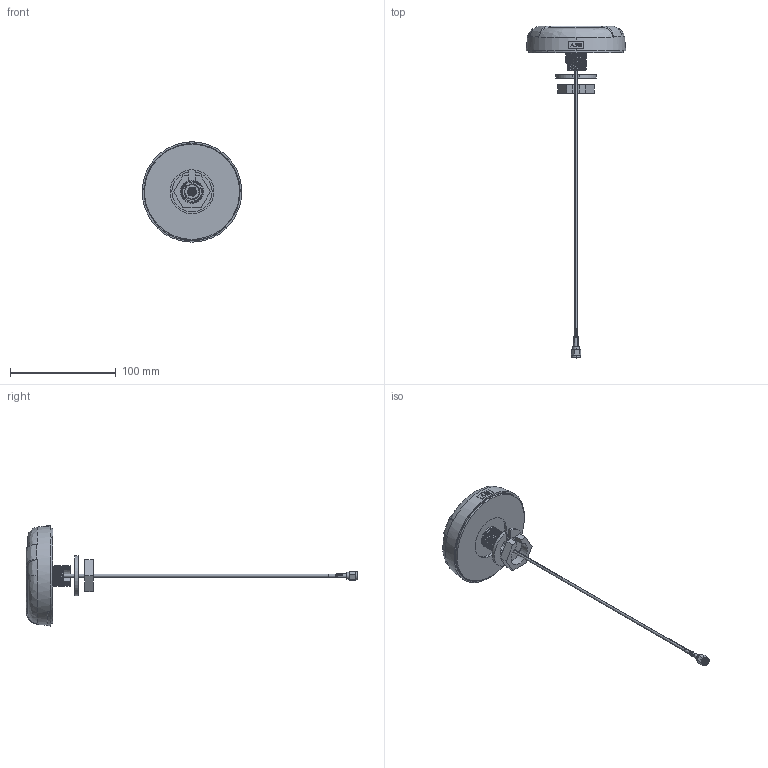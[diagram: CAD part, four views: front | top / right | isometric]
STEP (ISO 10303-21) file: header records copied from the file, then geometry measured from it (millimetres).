
FILE_DESCRIPTION (( 'STEP AP214' ), '1' );
FILE_NAME ('A.90.A.101111_web.STEP', '2020-05-13T06:46:48', ( '' ), ( '' ), 'SwSTEP 2.0', 'SolidWorks 2017', '' );
FILE_SCHEMA (( 'AUTOMOTIVE_DESIGN' ));
Length unit declared in the file: millimetre
Products named in the file (2): A.90.A.101111_web
Bounding box: 94.21 x 314.1 x 94.85 mm (x, y, z)
Surface area: 37545.2 mm2 (no closed solid volume)
Topology: 0 solids, 15 shells, 203 faces, 843 edges, 646 vertices
Faces by surface type: cylinder 75, plane 48, bspline 41, cone 31, torus 8
Entity records: 28850 total; most frequent: CARTESIAN_POINT 20853, ORIENTED_EDGE 1290, EDGE_CURVE 843, DIRECTION 833, VERTEX_POINT 646, B_SPLINE_CURVE_WITH_KNOTS 454, AXIS2_PLACEMENT_3D 338, EDGE_LOOP 223
